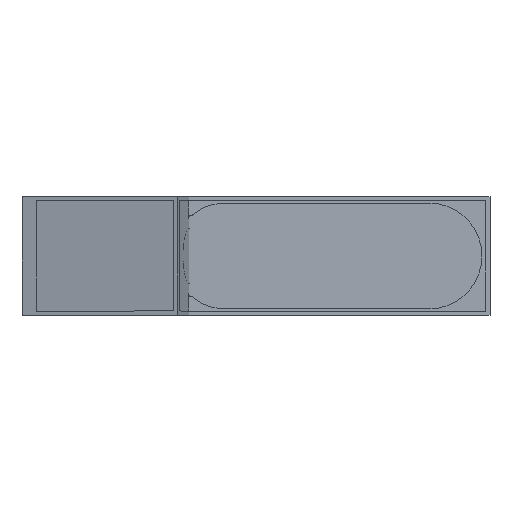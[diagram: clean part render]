
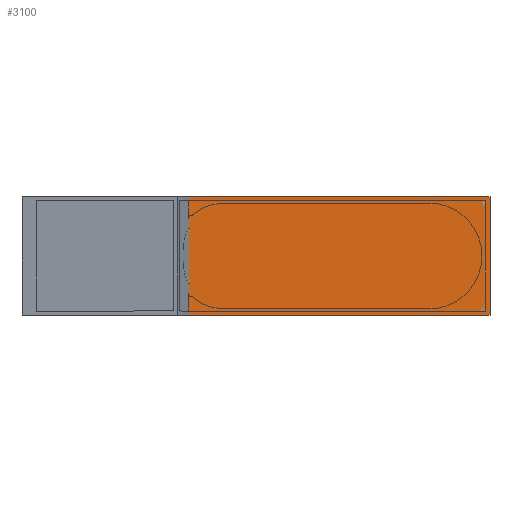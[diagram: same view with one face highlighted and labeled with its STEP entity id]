
A CAD part, top view. The second image highlights one B-rep face of the part: STEP entity #3100.
In plain terms, the highlighted planar face has unit normal (0, 0, 1).
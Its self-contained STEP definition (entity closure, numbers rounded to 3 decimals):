
#386=FACE_OUTER_BOUND('',#581,.T.);
#581=EDGE_LOOP('',(#2296,#2297,#2298,#2299));
#824=LINE('',#4686,#1097);
#832=LINE('',#4701,#1105);
#833=LINE('',#4703,#1106);
#834=LINE('',#4704,#1107);
#1097=VECTOR('',#3826,10.);
#1105=VECTOR('',#3838,10.);
#1106=VECTOR('',#3841,10.);
#1107=VECTOR('',#3842,10.);
#1346=VERTEX_POINT('',#4683);
#1347=VERTEX_POINT('',#4685);
#1351=VERTEX_POINT('',#4697);
#1352=VERTEX_POINT('',#4699);
#1686=EDGE_CURVE('',#1346,#1347,#824,.T.);
#1694=EDGE_CURVE('',#1351,#1352,#832,.T.);
#1695=EDGE_CURVE('',#1346,#1351,#833,.T.);
#1696=EDGE_CURVE('',#1347,#1352,#834,.T.);
#2296=ORIENTED_EDGE('',*,*,#1695,.T.);
#2297=ORIENTED_EDGE('',*,*,#1694,.T.);
#2298=ORIENTED_EDGE('',*,*,#1696,.F.);
#2299=ORIENTED_EDGE('',*,*,#1686,.F.);
#2976=PLANE('',#3371);
#3100=ADVANCED_FACE('',(#386),#2976,.T.);
#3371=AXIS2_PLACEMENT_3D('',#4702,#3839,#3840);
#3826=DIRECTION('',(0.,1.,0.));
#3838=DIRECTION('',(0.,1.,0.));
#3839=DIRECTION('center_axis',(0.,0.,1.));
#3840=DIRECTION('ref_axis',(1.,0.,0.));
#3841=DIRECTION('',(1.,0.,0.));
#3842=DIRECTION('',(1.,0.,0.));
#4683=CARTESIAN_POINT('',(0.,0.,8.));
#4685=CARTESIAN_POINT('',(0.,14.,8.));
#4686=CARTESIAN_POINT('',(0.,0.,8.));
#4697=CARTESIAN_POINT('',(54.,0.,8.));
#4699=CARTESIAN_POINT('',(54.,14.,8.));
#4701=CARTESIAN_POINT('',(54.,0.,8.));
#4702=CARTESIAN_POINT('Origin',(0.,0.,8.));
#4703=CARTESIAN_POINT('',(0.,0.,8.));
#4704=CARTESIAN_POINT('',(0.,14.,8.));
